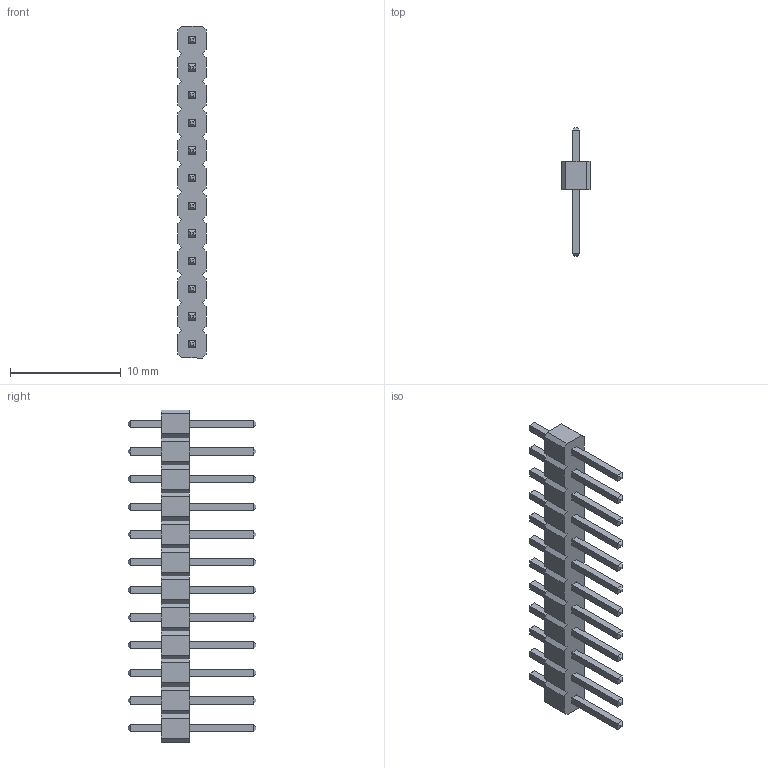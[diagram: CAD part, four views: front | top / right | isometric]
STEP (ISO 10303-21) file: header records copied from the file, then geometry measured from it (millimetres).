
FILE_DESCRIPTION (( 'STEP AP214' ), '1' );
FILE_NAME ('12x1_male_header_pin.STEP', '2013-08-26T15:44:32', ( '' ), ( '' ), 'SwSTEP 2.0', 'SolidWorks 2013', '' );
FILE_SCHEMA (( 'AUTOMOTIVE_DESIGN' ));
Length unit declared in the file: millimetre
Products named in the file (3): pin_body_Predeterminado; pin_Predeterminado; 12x1_male_header_pin
Assembly tree (13 placements, depth 2):
  12x1_male_header_pin
    pin_Predeterminado  x12
    pin_body_Predeterminado
Bounding box: 2.54 x 11.54 x 30 mm (x, y, z)
Volume: 228.7 mm3; surface area: 747.1 mm2
Topology: 13 solids, 13 shells, 292 faces, 702 edges, 436 vertices
Faces by surface type: plane 292
Entity records: 4640 total; most frequent: CARTESIAN_POINT 808, ORIENTED_EDGE 788, DIRECTION 702, EDGE_CURVE 394, LINE 394, VECTOR 394, VERTEX_POINT 260, EDGE_LOOP 162
